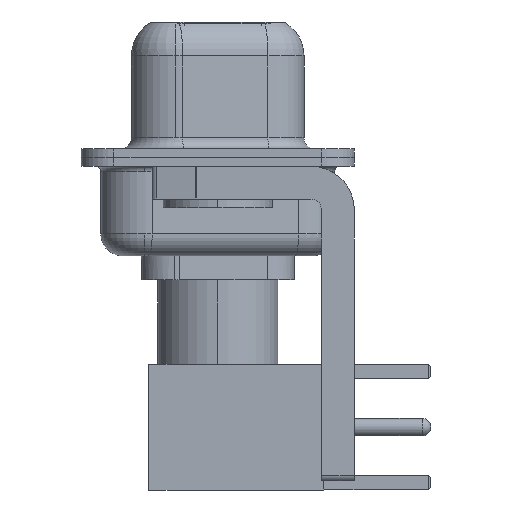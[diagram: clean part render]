
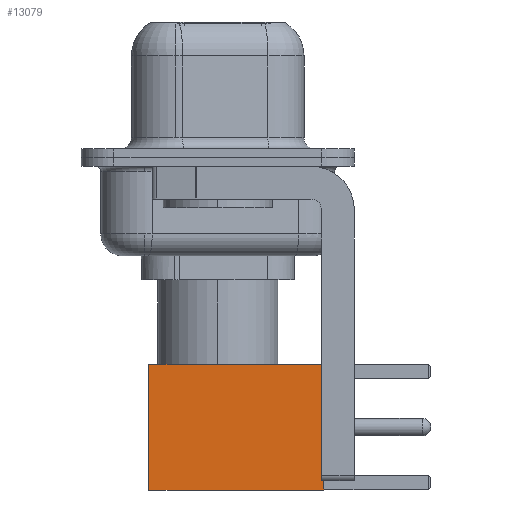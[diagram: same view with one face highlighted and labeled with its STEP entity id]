
A CAD part, left-side view. The second image highlights one B-rep face of the part: STEP entity #13079.
In plain terms, the highlighted face is planar.
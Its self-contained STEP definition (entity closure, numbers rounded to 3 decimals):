
#201 = EDGE_CURVE ( 'NONE', #14952, #17967, #6420, .T. ) ;
#305 = CARTESIAN_POINT ( 'NONE',  ( 2.875, 2.875, 0. ) ) ;
#344 = ORIENTED_EDGE ( 'NONE', *, *, #201, .F. ) ;
#654 = ORIENTED_EDGE ( 'NONE', *, *, #16929, .T. ) ;
#725 = VERTEX_POINT ( 'NONE', #305 ) ;
#953 = VECTOR ( 'NONE', #11986, 1000. ) ;
#1689 = CARTESIAN_POINT ( 'NONE',  ( 0., 2.875, 0. ) ) ;
#1797 = AXIS2_PLACEMENT_3D ( 'NONE', #18754, #11173, #12884 ) ;
#1879 = EDGE_LOOP ( 'NONE', ( #654, #15108, #344, #7795 ) ) ;
#2302 = CARTESIAN_POINT ( 'NONE',  ( 2.875, 2.875, 8. ) ) ;
#2682 = DIRECTION ( 'NONE',  ( 0., 0., -1. ) ) ;
#2752 = LINE ( 'NONE', #18244, #953 ) ;
#3714 = CARTESIAN_POINT ( 'NONE',  ( -2.875, 2.875, 8. ) ) ;
#3996 = LINE ( 'NONE', #4207, #18389 ) ;
#4207 = CARTESIAN_POINT ( 'NONE',  ( 2.875, 2.875, 0. ) ) ;
#5185 = FACE_OUTER_BOUND ( 'NONE', #1879, .T. ) ;
#6420 = LINE ( 'NONE', #13818, #11926 ) ;
#7795 = ORIENTED_EDGE ( 'NONE', *, *, #17486, .F. ) ;
#9454 = PLANE ( 'NONE',  #1797 ) ;
#10893 = DIRECTION ( 'NONE',  ( 0., 0., -1. ) ) ;
#11173 = DIRECTION ( 'NONE',  ( 0., 1., 0. ) ) ;
#11926 = VECTOR ( 'NONE', #10893, 1000. ) ;
#11986 = DIRECTION ( 'NONE',  ( -1., 0., 0. ) ) ;
#12884 = DIRECTION ( 'NONE',  ( 0., 0., 1. ) ) ;
#13079 = ADVANCED_FACE ( 'NONE', ( #5185 ), #9454, .T. ) ;
#13818 = CARTESIAN_POINT ( 'NONE',  ( -2.875, 2.875, 0. ) ) ;
#14217 = VERTEX_POINT ( 'NONE', #2302 ) ;
#14952 = VERTEX_POINT ( 'NONE', #3714 ) ;
#15108 = ORIENTED_EDGE ( 'NONE', *, *, #15217, .T. ) ;
#15217 = EDGE_CURVE ( 'NONE', #725, #17967, #17155, .T. ) ;
#16929 = EDGE_CURVE ( 'NONE', #14217, #725, #3996, .T. ) ;
#17155 = LINE ( 'NONE', #1689, #18662 ) ;
#17486 = EDGE_CURVE ( 'NONE', #14217, #14952, #2752, .T. ) ;
#17967 = VERTEX_POINT ( 'NONE', #19891 ) ;
#18244 = CARTESIAN_POINT ( 'NONE',  ( 0., 2.875, 8. ) ) ;
#18389 = VECTOR ( 'NONE', #2682, 1000. ) ;
#18584 = DIRECTION ( 'NONE',  ( -1., 0., 0. ) ) ;
#18662 = VECTOR ( 'NONE', #18584, 1000. ) ;
#18754 = CARTESIAN_POINT ( 'NONE',  ( 2.875, 2.875, 0. ) ) ;
#19891 = CARTESIAN_POINT ( 'NONE',  ( -2.875, 2.875, 0. ) ) ;
